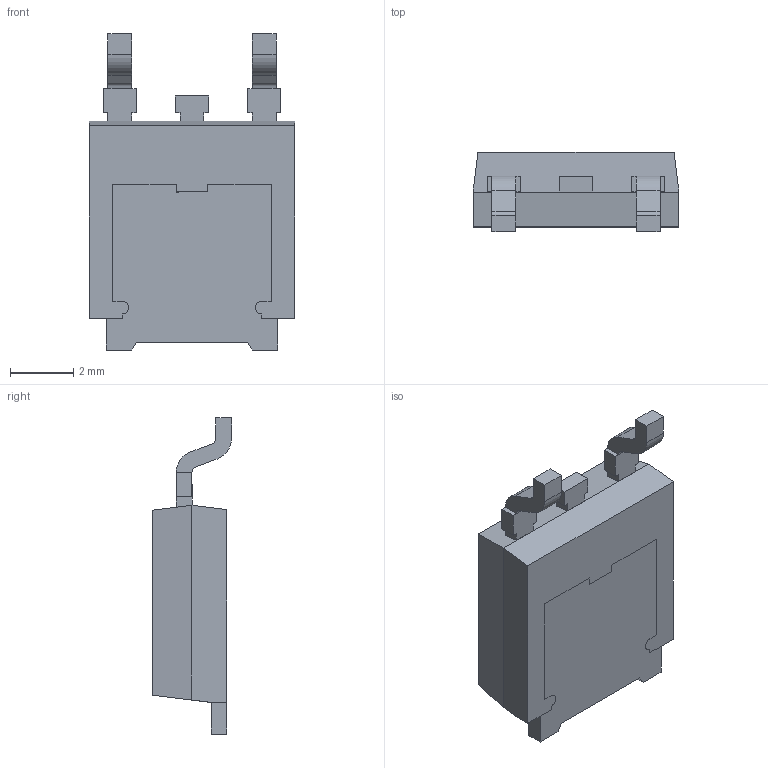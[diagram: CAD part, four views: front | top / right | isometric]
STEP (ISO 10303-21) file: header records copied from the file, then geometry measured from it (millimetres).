
FILE_DESCRIPTION (( 'STEP AP214' ), '1' );
FILE_NAME ('IPD50P04P4L-11.STEP', '2019-01-12T22:01:31', ( '' ), ( '' ), 'SwSTEP 2.0', 'SolidWorks 2017', '' );
FILE_SCHEMA (( 'AUTOMOTIVE_DESIGN' ));
Length unit declared in the file: millimetre
Products named in the file (1): IPD50P04P4L-11
Bounding box: 6.5 x 2.5 x 9.98 mm (x, y, z)
Volume: 96.8 mm3; surface area: 226.2 mm2
Topology: 5 solids, 5 shells, 106 faces, 273 edges, 178 vertices
Faces by surface type: plane 92, cylinder 14
Entity records: 3481 total; most frequent: CARTESIAN_POINT 558, ORIENTED_EDGE 546, DIRECTION 515, EDGE_CURVE 273, VECTOR 245, LINE 245, VERTEX_POINT 178, AXIS2_PLACEMENT_3D 135
